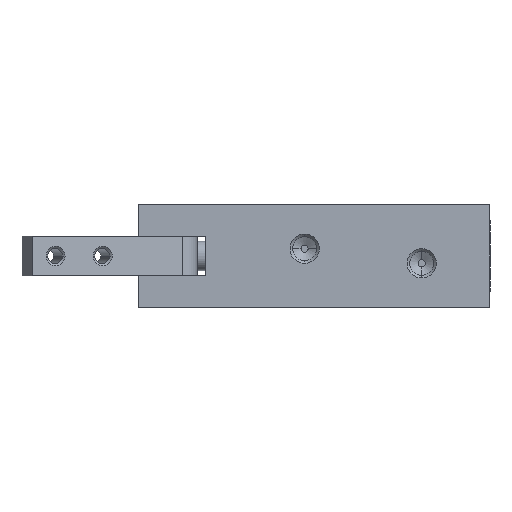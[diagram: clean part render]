
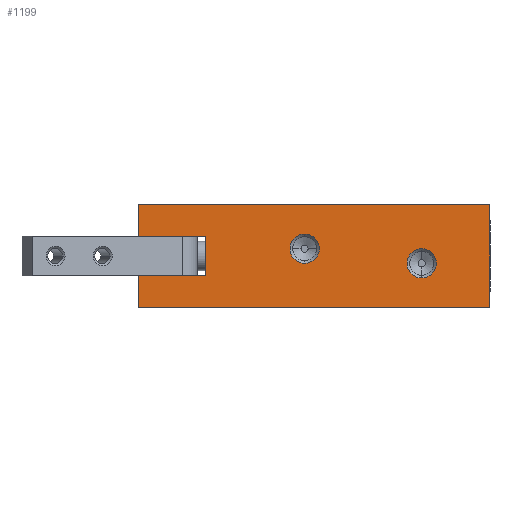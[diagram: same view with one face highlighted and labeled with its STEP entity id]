
A CAD part, front view. The second image highlights one B-rep face of the part: STEP entity #1199.
In plain terms, the highlighted planar face has unit normal (0, -1, 0).
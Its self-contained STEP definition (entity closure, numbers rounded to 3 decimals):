
#32 = CARTESIAN_POINT ( 'NONE',  ( 0., -10., 5.25 ) ) ;
#92 = VERTEX_POINT ( 'NONE', #2168 ) ;
#122 = EDGE_CURVE ( 'NONE', #92, #3959, #2631, .T. ) ;
#127 = VECTOR ( 'NONE', #5776, 1000. ) ;
#206 = ORIENTED_EDGE ( 'NONE', *, *, #498, .T. ) ;
#292 = DIRECTION ( 'NONE',  ( 0., 1., 0. ) ) ;
#351 = CIRCLE ( 'NONE', #3049, 1.5 ) ;
#356 = CARTESIAN_POINT ( 'NONE',  ( -29.2, -10., -2. ) ) ;
#360 = LINE ( 'NONE', #3045, #4981 ) ;
#365 = DIRECTION ( 'NONE',  ( -1., 0., 0. ) ) ;
#383 = AXIS2_PLACEMENT_3D ( 'NONE', #2979, #292, #3416 ) ;
#393 = CARTESIAN_POINT ( 'NONE',  ( -29.2, -10., 5.25 ) ) ;
#435 = CARTESIAN_POINT ( 'NONE',  ( 0., -10., 5.25 ) ) ;
#482 = ORIENTED_EDGE ( 'NONE', *, *, #4701, .T. ) ;
#498 = EDGE_CURVE ( 'NONE', #3959, #92, #3223, .T. ) ;
#564 = EDGE_CURVE ( 'NONE', #1803, #936, #704, .T. ) ;
#571 = CARTESIAN_POINT ( 'NONE',  ( -19., -10., -0.75 ) ) ;
#670 = VECTOR ( 'NONE', #846, 1000. ) ;
#688 = CARTESIAN_POINT ( 'NONE',  ( 0., -10., 2. ) ) ;
#704 = CIRCLE ( 'NONE', #1903, 1.5 ) ;
#708 = DIRECTION ( 'NONE',  ( -1., 0., 0. ) ) ;
#780 = CARTESIAN_POINT ( 'NONE',  ( -19., -10., 0.75 ) ) ;
#824 = DIRECTION ( 'NONE',  ( 0., 0., -1. ) ) ;
#846 = DIRECTION ( 'NONE',  ( 0., 0., -1. ) ) ;
#879 = CARTESIAN_POINT ( 'NONE',  ( 0., -10., -5.25 ) ) ;
#936 = VERTEX_POINT ( 'NONE', #5633 ) ;
#953 = EDGE_CURVE ( 'NONE', #1221, #4423, #2483, .T. ) ;
#1019 = VERTEX_POINT ( 'NONE', #2493 ) ;
#1199 = ADVANCED_FACE ( 'NONE', ( #2121, #3147, #5519 ), #3057, .T. ) ;
#1221 = VERTEX_POINT ( 'NONE', #2190 ) ;
#1238 = DIRECTION ( 'NONE',  ( 0., 0., -1. ) ) ;
#1288 = EDGE_CURVE ( 'NONE', #2224, #4159, #2744, .T. ) ;
#1295 = EDGE_CURVE ( 'NONE', #936, #1803, #351, .T. ) ;
#1301 = DIRECTION ( 'NONE',  ( 0., 1., 0. ) ) ;
#1324 = VECTOR ( 'NONE', #708, 1000. ) ;
#1418 = VECTOR ( 'NONE', #3763, 1000. ) ;
#1469 = LINE ( 'NONE', #4742, #1324 ) ;
#1563 = VECTOR ( 'NONE', #3561, 1000. ) ;
#1583 = ORIENTED_EDGE ( 'NONE', *, *, #5047, .T. ) ;
#1650 = CARTESIAN_POINT ( 'NONE',  ( -36., -10., -5.25 ) ) ;
#1757 = ORIENTED_EDGE ( 'NONE', *, *, #564, .T. ) ;
#1803 = VERTEX_POINT ( 'NONE', #571 ) ;
#1807 = CARTESIAN_POINT ( 'NONE',  ( -19., -10., 0.75 ) ) ;
#1903 = AXIS2_PLACEMENT_3D ( 'NONE', #780, #3906, #1238 ) ;
#2121 = FACE_BOUND ( 'NONE', #5506, .T. ) ;
#2168 = CARTESIAN_POINT ( 'NONE',  ( -7., -10., -2.25 ) ) ;
#2173 = CARTESIAN_POINT ( 'NONE',  ( 0., -10., 5.25 ) ) ;
#2190 = CARTESIAN_POINT ( 'NONE',  ( -36., -10., 5.25 ) ) ;
#2224 = VERTEX_POINT ( 'NONE', #879 ) ;
#2254 = DIRECTION ( 'NONE',  ( 0., 0., -1. ) ) ;
#2299 = ORIENTED_EDGE ( 'NONE', *, *, #3126, .T. ) ;
#2366 = EDGE_CURVE ( 'NONE', #2891, #2224, #5373, .T. ) ;
#2435 = CARTESIAN_POINT ( 'NONE',  ( -36., -10., 2. ) ) ;
#2483 = LINE ( 'NONE', #3744, #1418 ) ;
#2493 = CARTESIAN_POINT ( 'NONE',  ( -29.2, -10., 2. ) ) ;
#2580 = ORIENTED_EDGE ( 'NONE', *, *, #1288, .T. ) ;
#2597 = CARTESIAN_POINT ( 'NONE',  ( 0., -10., -5.25 ) ) ;
#2631 = CIRCLE ( 'NONE', #3902, 1.5 ) ;
#2675 = CARTESIAN_POINT ( 'NONE',  ( -36., -10., 5.25 ) ) ;
#2693 = EDGE_LOOP ( 'NONE', ( #2767, #206 ) ) ;
#2744 = LINE ( 'NONE', #435, #1563 ) ;
#2757 = AXIS2_PLACEMENT_3D ( 'NONE', #2173, #3503, #824 ) ;
#2767 = ORIENTED_EDGE ( 'NONE', *, *, #122, .T. ) ;
#2891 = VERTEX_POINT ( 'NONE', #1650 ) ;
#2979 = CARTESIAN_POINT ( 'NONE',  ( -7., -10., -0.75 ) ) ;
#3045 = CARTESIAN_POINT ( 'NONE',  ( 0., -10., 5.25 ) ) ;
#3049 = AXIS2_PLACEMENT_3D ( 'NONE', #1807, #4918, #2254 ) ;
#3057 = PLANE ( 'NONE',  #2757 ) ;
#3126 = EDGE_CURVE ( 'NONE', #4605, #2891, #3691, .T. ) ;
#3141 = VECTOR ( 'NONE', #5252, 1000. ) ;
#3147 = FACE_BOUND ( 'NONE', #2693, .T. ) ;
#3223 = CIRCLE ( 'NONE', #383, 1.5 ) ;
#3293 = ORIENTED_EDGE ( 'NONE', *, *, #1295, .T. ) ;
#3363 = DIRECTION ( 'NONE',  ( 1., 0., 0. ) ) ;
#3416 = DIRECTION ( 'NONE',  ( 0., 0., -1. ) ) ;
#3503 = DIRECTION ( 'NONE',  ( 0., -1., 0. ) ) ;
#3561 = DIRECTION ( 'NONE',  ( 0., 0., 1. ) ) ;
#3602 = ORIENTED_EDGE ( 'NONE', *, *, #2366, .T. ) ;
#3691 = LINE ( 'NONE', #2675, #127 ) ;
#3744 = CARTESIAN_POINT ( 'NONE',  ( -36., -10., 5.25 ) ) ;
#3763 = DIRECTION ( 'NONE',  ( 0., 0., -1. ) ) ;
#3784 = LINE ( 'NONE', #688, #4836 ) ;
#3902 = AXIS2_PLACEMENT_3D ( 'NONE', #3968, #1301, #4408 ) ;
#3906 = DIRECTION ( 'NONE',  ( 0., 1., 0. ) ) ;
#3917 = EDGE_CURVE ( 'NONE', #4666, #4605, #1469, .T. ) ;
#3959 = VERTEX_POINT ( 'NONE', #5646 ) ;
#3968 = CARTESIAN_POINT ( 'NONE',  ( -7., -10., -0.75 ) ) ;
#4159 = VERTEX_POINT ( 'NONE', #32 ) ;
#4312 = CARTESIAN_POINT ( 'NONE',  ( -36., -10., -2. ) ) ;
#4408 = DIRECTION ( 'NONE',  ( 0., 0., -1. ) ) ;
#4421 = EDGE_LOOP ( 'NONE', ( #5137, #482, #4788, #2299, #3602, #2580, #1583, #5307 ) ) ;
#4423 = VERTEX_POINT ( 'NONE', #2435 ) ;
#4605 = VERTEX_POINT ( 'NONE', #4312 ) ;
#4666 = VERTEX_POINT ( 'NONE', #356 ) ;
#4701 = EDGE_CURVE ( 'NONE', #1019, #4666, #5699, .T. ) ;
#4742 = CARTESIAN_POINT ( 'NONE',  ( 0., -10., -2. ) ) ;
#4788 = ORIENTED_EDGE ( 'NONE', *, *, #3917, .T. ) ;
#4836 = VECTOR ( 'NONE', #3363, 1000. ) ;
#4918 = DIRECTION ( 'NONE',  ( 0., 1., 0. ) ) ;
#4981 = VECTOR ( 'NONE', #365, 1000. ) ;
#5047 = EDGE_CURVE ( 'NONE', #4159, #1221, #360, .T. ) ;
#5137 = ORIENTED_EDGE ( 'NONE', *, *, #5505, .T. ) ;
#5252 = DIRECTION ( 'NONE',  ( 1., 0., 0. ) ) ;
#5307 = ORIENTED_EDGE ( 'NONE', *, *, #953, .T. ) ;
#5373 = LINE ( 'NONE', #2597, #3141 ) ;
#5505 = EDGE_CURVE ( 'NONE', #4423, #1019, #3784, .T. ) ;
#5506 = EDGE_LOOP ( 'NONE', ( #1757, #3293 ) ) ;
#5519 = FACE_OUTER_BOUND ( 'NONE', #4421, .T. ) ;
#5633 = CARTESIAN_POINT ( 'NONE',  ( -19., -10., 2.25 ) ) ;
#5646 = CARTESIAN_POINT ( 'NONE',  ( -7., -10., 0.75 ) ) ;
#5699 = LINE ( 'NONE', #393, #670 ) ;
#5776 = DIRECTION ( 'NONE',  ( 0., 0., -1. ) ) ;
